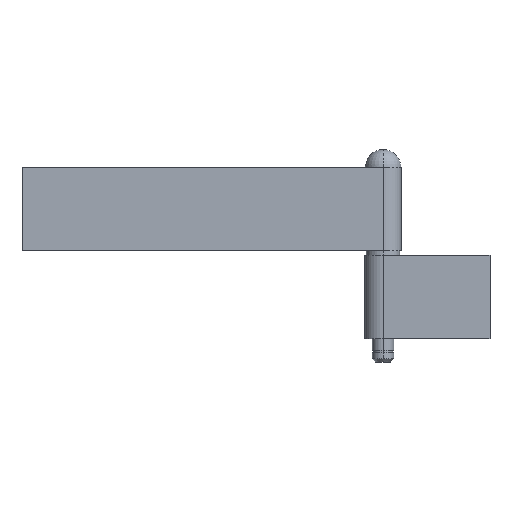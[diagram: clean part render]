
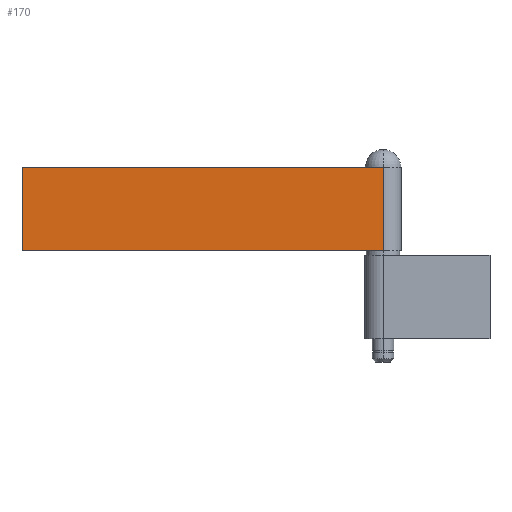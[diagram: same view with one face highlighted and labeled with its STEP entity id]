
A CAD part, top view. The second image highlights one B-rep face of the part: STEP entity #170.
In plain terms, the highlighted planar face has unit normal (0, 0, 1).
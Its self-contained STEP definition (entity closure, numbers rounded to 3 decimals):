
#158 = VERTEX_POINT ( 'NONE', #564 ) ;
#160 = EDGE_CURVE ( 'NONE', #202, #158, #625, .T. ) ;
#170 = ADVANCED_FACE ( 'NONE', ( #607 ), #606, .F. ) ;
#171 = EDGE_LOOP ( 'NONE', ( #172, #173, #264, #263 ) ) ;
#172 = ORIENTED_EDGE ( 'NONE', *, *, #160, .T. ) ;
#173 = ORIENTED_EDGE ( 'NONE', *, *, #183, .F. ) ;
#183 = EDGE_CURVE ( 'NONE', #213, #158, #656, .T. ) ;
#196 = VERTEX_POINT ( 'NONE', #629 ) ;
#202 = VERTEX_POINT ( 'NONE', #682 ) ;
#204 = EDGE_CURVE ( 'NONE', #196, #202, #681, .T. ) ;
#212 = EDGE_CURVE ( 'NONE', #196, #213, #664, .T. ) ;
#213 = VERTEX_POINT ( 'NONE', #659 ) ;
#263 = ORIENTED_EDGE ( 'NONE', *, *, #204, .T. ) ;
#264 = ORIENTED_EDGE ( 'NONE', *, *, #212, .F. ) ;
#564 = CARTESIAN_POINT ( 'NONE',  ( 152., 0., 7.75 ) ) ;
#602 = DIRECTION ( 'NONE',  ( -1., 0., 0. ) ) ;
#603 = DIRECTION ( 'NONE',  ( 0., 0., -1. ) ) ;
#604 = CARTESIAN_POINT ( 'NONE',  ( 0., 35., 7.75 ) ) ;
#605 = AXIS2_PLACEMENT_3D ( 'NONE', #604, #603, #602 ) ;
#606 = PLANE ( 'NONE',  #605 ) ;
#607 = FACE_OUTER_BOUND ( 'NONE', #171, .T. ) ;
#622 = DIRECTION ( 'NONE',  ( 1., 0., 0. ) ) ;
#623 = VECTOR ( 'NONE', #622, 1000. ) ;
#624 = CARTESIAN_POINT ( 'NONE',  ( 0., 0., 7.75 ) ) ;
#625 = LINE ( 'NONE', #624, #623 ) ;
#629 = CARTESIAN_POINT ( 'NONE',  ( 0., 35., 7.75 ) ) ;
#653 = DIRECTION ( 'NONE',  ( 0., -1., 0. ) ) ;
#654 = VECTOR ( 'NONE', #653, 1000. ) ;
#655 = CARTESIAN_POINT ( 'NONE',  ( 152., 35., 7.75 ) ) ;
#656 = LINE ( 'NONE', #655, #654 ) ;
#659 = CARTESIAN_POINT ( 'NONE',  ( 152., 35., 7.75 ) ) ;
#661 = DIRECTION ( 'NONE',  ( 1., 0., 0. ) ) ;
#662 = VECTOR ( 'NONE', #661, 1000. ) ;
#663 = CARTESIAN_POINT ( 'NONE',  ( 0., 35., 7.75 ) ) ;
#664 = LINE ( 'NONE', #663, #662 ) ;
#678 = DIRECTION ( 'NONE',  ( 0., -1., 0. ) ) ;
#679 = VECTOR ( 'NONE', #678, 1000. ) ;
#680 = CARTESIAN_POINT ( 'NONE',  ( 0., 35., 7.75 ) ) ;
#681 = LINE ( 'NONE', #680, #679 ) ;
#682 = CARTESIAN_POINT ( 'NONE',  ( 0., 0., 7.75 ) ) ;
